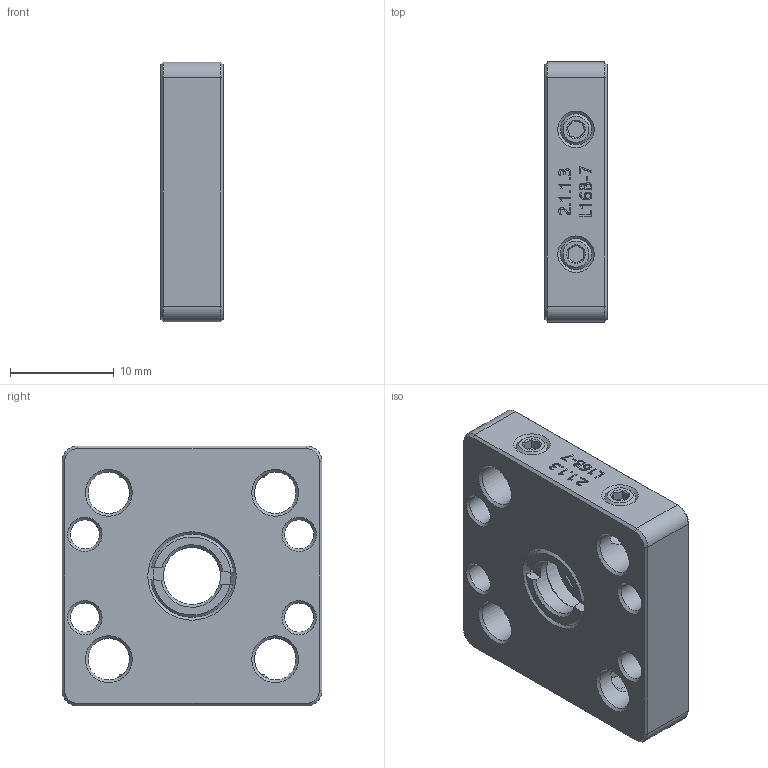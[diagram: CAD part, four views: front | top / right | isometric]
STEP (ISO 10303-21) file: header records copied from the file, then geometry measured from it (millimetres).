
FILE_DESCRIPTION (( 'STEP AP203' ), '1' );
FILE_NAME ('530173.STEP', '2025-05-07T05:43:43', ( 'Windows User' ), ( 'P R C' ), 'SwSTEP 2.0', 'SolidWorks 2020', '' );
FILE_SCHEMA (( 'CONFIG_CONTROL_DESIGN' ));
Length unit declared in the file: millimetre
Products named in the file (1): 530173
Bounding box: 6 x 25 x 25 mm (x, y, z)
Volume: 3084.7 mm3; surface area: 2687.4 mm2
Topology: 7 solids, 7 shells, 280 faces, 723 edges, 471 vertices
Faces by surface type: plane 137, bspline 60, cone 58, cylinder 25
Full cylindrical faces by diameter (mm): 2.5 x4, 2.8 x4, 3 x4, 4 x4, 5.5 x2, 7.5 x1, 8 x2
Entity records: 11243 total; most frequent: CARTESIAN_POINT 5201, ORIENTED_EDGE 1246, DIRECTION 1013, EDGE_CURVE 623, VERTEX_POINT 434, EDGE_LOOP 387, LINE 339, VECTOR 339
